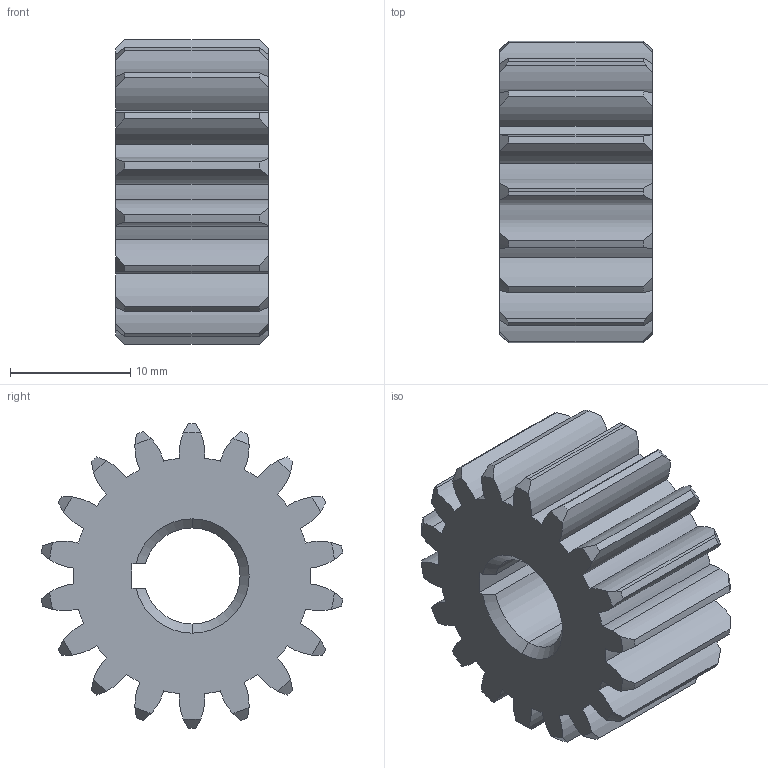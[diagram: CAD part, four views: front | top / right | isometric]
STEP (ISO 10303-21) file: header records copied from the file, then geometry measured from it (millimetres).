
FILE_DESCRIPTION (( 'STEP AP214' ), '1' );
FILE_NAME ('am-4880 18T 20DP 8mm Key Bore Gear.STEP', '2023-02-16T19:25:58', ( '' ), ( '' ), 'SwSTEP 2.0', 'SolidWorks 2022', '' );
FILE_SCHEMA (( 'AUTOMOTIVE_DESIGN' ));
Length unit declared in the file: inch
Products named in the file (1): am-4880 18T 20DP 8mm Key Bore Gear
Bounding box: 12.7 x 25.11 x 25.4 mm (x, y, z)
Volume: 4308.4 mm3; surface area: 2815.1 mm2
Topology: 1 solids, 1 shells, 127 faces, 371 edges, 246 vertices
Faces by surface type: cylinder 80, cone 42, plane 5
Entity records: 4435 total; most frequent: CARTESIAN_POINT 985, DIRECTION 745, ORIENTED_EDGE 742, EDGE_CURVE 371, AXIS2_PLACEMENT_3D 326, VERTEX_POINT 246, CIRCLE 198, EDGE_LOOP 129
